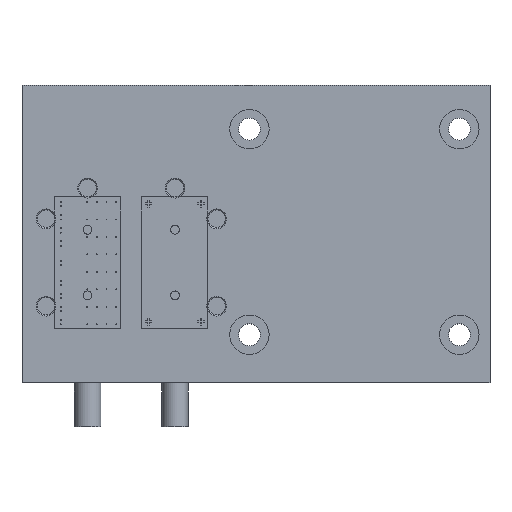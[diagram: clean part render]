
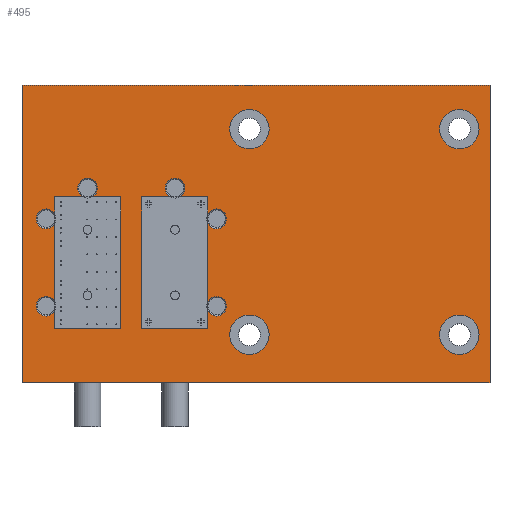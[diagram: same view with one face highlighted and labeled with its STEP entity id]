
A CAD part, top view. The second image highlights one B-rep face of the part: STEP entity #495.
In plain terms, the highlighted planar face has unit normal (0, 0, 1).
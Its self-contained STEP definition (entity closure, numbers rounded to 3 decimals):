
#495=ADVANCED_FACE('',(#1337,#1338,#1339,#1340,#1341,#1342,#1343,#1344,
#1345,#1346,#1347,#1348,#1349,#1350,#1351),#779,.F.);
#779=PLANE('',#3428);
#977=LINE('',#4959,#1157);
#978=LINE('',#4962,#1158);
#979=LINE('',#4964,#1159);
#980=LINE('',#4966,#1160);
#1157=VECTOR('',#3886,1.);
#1158=VECTOR('',#3887,1.);
#1159=VECTOR('',#3888,1.);
#1160=VECTOR('',#3889,1.);
#1337=FACE_BOUND('',#1545,.T.);
#1338=FACE_BOUND('',#1546,.T.);
#1339=FACE_BOUND('',#1547,.T.);
#1340=FACE_BOUND('',#1548,.T.);
#1341=FACE_BOUND('',#1549,.T.);
#1342=FACE_BOUND('',#1550,.T.);
#1343=FACE_BOUND('',#1551,.T.);
#1344=FACE_BOUND('',#1552,.T.);
#1345=FACE_BOUND('',#1553,.T.);
#1346=FACE_BOUND('',#1554,.T.);
#1347=FACE_BOUND('',#1555,.T.);
#1348=FACE_BOUND('',#1556,.T.);
#1349=FACE_BOUND('',#1557,.T.);
#1350=FACE_BOUND('',#1558,.T.);
#1351=FACE_BOUND('',#1559,.T.);
#1545=EDGE_LOOP('',(#1943));
#1546=EDGE_LOOP('',(#1944));
#1547=EDGE_LOOP('',(#1945));
#1548=EDGE_LOOP('',(#1946));
#1549=EDGE_LOOP('',(#1947));
#1550=EDGE_LOOP('',(#1948));
#1551=EDGE_LOOP('',(#1949));
#1552=EDGE_LOOP('',(#1950));
#1553=EDGE_LOOP('',(#1951));
#1554=EDGE_LOOP('',(#1952));
#1555=EDGE_LOOP('',(#1953));
#1556=EDGE_LOOP('',(#1954));
#1557=EDGE_LOOP('',(#1955,#1956,#1957,#1958));
#1558=EDGE_LOOP('',(#1959));
#1559=EDGE_LOOP('',(#1960));
#1943=ORIENTED_EDGE('',*,*,#2909,.T.);
#1944=ORIENTED_EDGE('',*,*,#2910,.T.);
#1945=ORIENTED_EDGE('',*,*,#2911,.T.);
#1946=ORIENTED_EDGE('',*,*,#2912,.T.);
#1947=ORIENTED_EDGE('',*,*,#2913,.T.);
#1948=ORIENTED_EDGE('',*,*,#2914,.T.);
#1949=ORIENTED_EDGE('',*,*,#2915,.T.);
#1950=ORIENTED_EDGE('',*,*,#2916,.T.);
#1951=ORIENTED_EDGE('',*,*,#2917,.T.);
#1952=ORIENTED_EDGE('',*,*,#2918,.T.);
#1953=ORIENTED_EDGE('',*,*,#2919,.T.);
#1954=ORIENTED_EDGE('',*,*,#2920,.F.);
#1955=ORIENTED_EDGE('',*,*,#2921,.F.);
#1956=ORIENTED_EDGE('',*,*,#2922,.F.);
#1957=ORIENTED_EDGE('',*,*,#2923,.F.);
#1958=ORIENTED_EDGE('',*,*,#2924,.F.);
#1959=ORIENTED_EDGE('',*,*,#2925,.F.);
#1960=ORIENTED_EDGE('',*,*,#2926,.F.);
#2627=VERTEX_POINT('',#4936);
#2628=VERTEX_POINT('',#4938);
#2629=VERTEX_POINT('',#4940);
#2630=VERTEX_POINT('',#4942);
#2631=VERTEX_POINT('',#4944);
#2632=VERTEX_POINT('',#4946);
#2633=VERTEX_POINT('',#4948);
#2634=VERTEX_POINT('',#4950);
#2635=VERTEX_POINT('',#4952);
#2636=VERTEX_POINT('',#4954);
#2637=VERTEX_POINT('',#4956);
#2638=VERTEX_POINT('',#4958);
#2639=VERTEX_POINT('',#4960);
#2640=VERTEX_POINT('',#4961);
#2641=VERTEX_POINT('',#4963);
#2642=VERTEX_POINT('',#4965);
#2643=VERTEX_POINT('',#4968);
#2644=VERTEX_POINT('',#4970);
#2909=EDGE_CURVE('',#2627,#2627,#3251,.T.);
#2910=EDGE_CURVE('',#2628,#2628,#3252,.T.);
#2911=EDGE_CURVE('',#2629,#2629,#3253,.T.);
#2912=EDGE_CURVE('',#2630,#2630,#3254,.T.);
#2913=EDGE_CURVE('',#2631,#2631,#3255,.T.);
#2914=EDGE_CURVE('',#2632,#2632,#3256,.T.);
#2915=EDGE_CURVE('',#2633,#2633,#3257,.T.);
#2916=EDGE_CURVE('',#2634,#2634,#3258,.T.);
#2917=EDGE_CURVE('',#2635,#2635,#3259,.T.);
#2918=EDGE_CURVE('',#2636,#2636,#3260,.T.);
#2919=EDGE_CURVE('',#2637,#2637,#3261,.T.);
#2920=EDGE_CURVE('',#2638,#2638,#3262,.T.);
#2921=EDGE_CURVE('',#2639,#2640,#977,.T.);
#2922=EDGE_CURVE('',#2641,#2639,#978,.T.);
#2923=EDGE_CURVE('',#2642,#2641,#979,.T.);
#2924=EDGE_CURVE('',#2640,#2642,#980,.T.);
#2925=EDGE_CURVE('',#2643,#2643,#3263,.T.);
#2926=EDGE_CURVE('',#2644,#2644,#3264,.T.);
#3251=CIRCLE('',#3414,2.25);
#3252=CIRCLE('',#3415,2.25);
#3253=CIRCLE('',#3416,2.25);
#3254=CIRCLE('',#3417,2.25);
#3255=CIRCLE('',#3418,2.25);
#3256=CIRCLE('',#3419,2.25);
#3257=CIRCLE('',#3420,1.);
#3258=CIRCLE('',#3421,1.);
#3259=CIRCLE('',#3422,1.);
#3260=CIRCLE('',#3423,1.);
#3261=CIRCLE('',#3424,4.5);
#3262=CIRCLE('',#3425,4.5);
#3263=CIRCLE('',#3426,4.5);
#3264=CIRCLE('',#3427,4.5);
#3414=AXIS2_PLACEMENT_3D('',#4935,#3862,#3863);
#3415=AXIS2_PLACEMENT_3D('',#4937,#3864,#3865);
#3416=AXIS2_PLACEMENT_3D('',#4939,#3866,#3867);
#3417=AXIS2_PLACEMENT_3D('',#4941,#3868,#3869);
#3418=AXIS2_PLACEMENT_3D('',#4943,#3870,#3871);
#3419=AXIS2_PLACEMENT_3D('',#4945,#3872,#3873);
#3420=AXIS2_PLACEMENT_3D('',#4947,#3874,#3875);
#3421=AXIS2_PLACEMENT_3D('',#4949,#3876,#3877);
#3422=AXIS2_PLACEMENT_3D('',#4951,#3878,#3879);
#3423=AXIS2_PLACEMENT_3D('',#4953,#3880,#3881);
#3424=AXIS2_PLACEMENT_3D('',#4955,#3882,#3883);
#3425=AXIS2_PLACEMENT_3D('',#4957,#3884,#3885);
#3426=AXIS2_PLACEMENT_3D('',#4967,#3890,#3891);
#3427=AXIS2_PLACEMENT_3D('',#4969,#3892,#3893);
#3428=AXIS2_PLACEMENT_3D('',#4971,#3894,#3895);
#3862=DIRECTION('',(0.,0.,-1.));
#3863=DIRECTION('',(-1.,0.,0.));
#3864=DIRECTION('',(0.,0.,-1.));
#3865=DIRECTION('',(-1.,0.,0.));
#3866=DIRECTION('',(0.,0.,-1.));
#3867=DIRECTION('',(-1.,0.,0.));
#3868=DIRECTION('',(0.,0.,-1.));
#3869=DIRECTION('',(-1.,0.,0.));
#3870=DIRECTION('',(0.,0.,-1.));
#3871=DIRECTION('',(-1.,0.,0.));
#3872=DIRECTION('',(0.,0.,-1.));
#3873=DIRECTION('',(-1.,0.,0.));
#3874=DIRECTION('',(0.,0.,-1.));
#3875=DIRECTION('',(-1.,0.,0.));
#3876=DIRECTION('',(0.,0.,-1.));
#3877=DIRECTION('',(-1.,0.,0.));
#3878=DIRECTION('',(0.,0.,-1.));
#3879=DIRECTION('',(-1.,0.,0.));
#3880=DIRECTION('',(0.,0.,-1.));
#3881=DIRECTION('',(-1.,0.,0.));
#3882=DIRECTION('',(0.,0.,-1.));
#3883=DIRECTION('',(1.,0.,0.));
#3884=DIRECTION('',(0.,0.,1.));
#3885=DIRECTION('',(1.,0.,0.));
#3886=DIRECTION('',(-1.,0.,0.));
#3887=DIRECTION('',(0.,-1.,0.));
#3888=DIRECTION('',(1.,0.,0.));
#3889=DIRECTION('',(0.,1.,0.));
#3890=DIRECTION('',(0.,0.,1.));
#3891=DIRECTION('',(1.,0.,0.));
#3892=DIRECTION('',(0.,0.,1.));
#3893=DIRECTION('',(1.,0.,0.));
#3894=DIRECTION('',(0.,0.,-1.));
#3895=DIRECTION('',(-1.,0.,0.));
#4935=CARTESIAN_POINT('',(5.5,17.5,0.));
#4936=CARTESIAN_POINT('',(3.25,17.5,0.));
#4937=CARTESIAN_POINT('',(44.5,17.5,0.));
#4938=CARTESIAN_POINT('',(42.25,17.5,0.));
#4939=CARTESIAN_POINT('',(44.5,37.5,0.));
#4940=CARTESIAN_POINT('',(42.25,37.5,0.));
#4941=CARTESIAN_POINT('',(35.,44.5,0.));
#4942=CARTESIAN_POINT('',(32.75,44.5,0.));
#4943=CARTESIAN_POINT('',(5.5,37.5,0.));
#4944=CARTESIAN_POINT('',(3.25,37.5,0.));
#4945=CARTESIAN_POINT('',(15.,44.5,0.));
#4946=CARTESIAN_POINT('',(12.75,44.5,0.));
#4947=CARTESIAN_POINT('',(15.,20.,0.));
#4948=CARTESIAN_POINT('',(14.,20.,0.));
#4949=CARTESIAN_POINT('',(15.,35.,0.));
#4950=CARTESIAN_POINT('',(14.,35.,0.));
#4951=CARTESIAN_POINT('',(35.,35.,0.));
#4952=CARTESIAN_POINT('',(34.,35.,0.));
#4953=CARTESIAN_POINT('',(35.,20.,0.));
#4954=CARTESIAN_POINT('',(34.,20.,0.));
#4955=CARTESIAN_POINT('',(100.,58.,0.));
#4956=CARTESIAN_POINT('',(104.5,58.,0.));
#4957=CARTESIAN_POINT('',(52.,58.,0.));
#4958=CARTESIAN_POINT('',(56.5,58.,0.));
#4959=CARTESIAN_POINT('',(107.,0.,0.));
#4960=CARTESIAN_POINT('',(107.,0.,0.));
#4961=CARTESIAN_POINT('',(0.,0.,0.));
#4962=CARTESIAN_POINT('',(107.,68.,0.));
#4963=CARTESIAN_POINT('',(107.,68.,0.));
#4964=CARTESIAN_POINT('',(0.,68.,0.));
#4965=CARTESIAN_POINT('',(0.,68.,0.));
#4966=CARTESIAN_POINT('',(0.,0.,0.));
#4967=CARTESIAN_POINT('',(52.,11.,0.));
#4968=CARTESIAN_POINT('',(56.5,11.,0.));
#4969=CARTESIAN_POINT('',(100.,11.,0.));
#4970=CARTESIAN_POINT('',(104.5,11.,0.));
#4971=CARTESIAN_POINT('',(52.,11.,0.));
